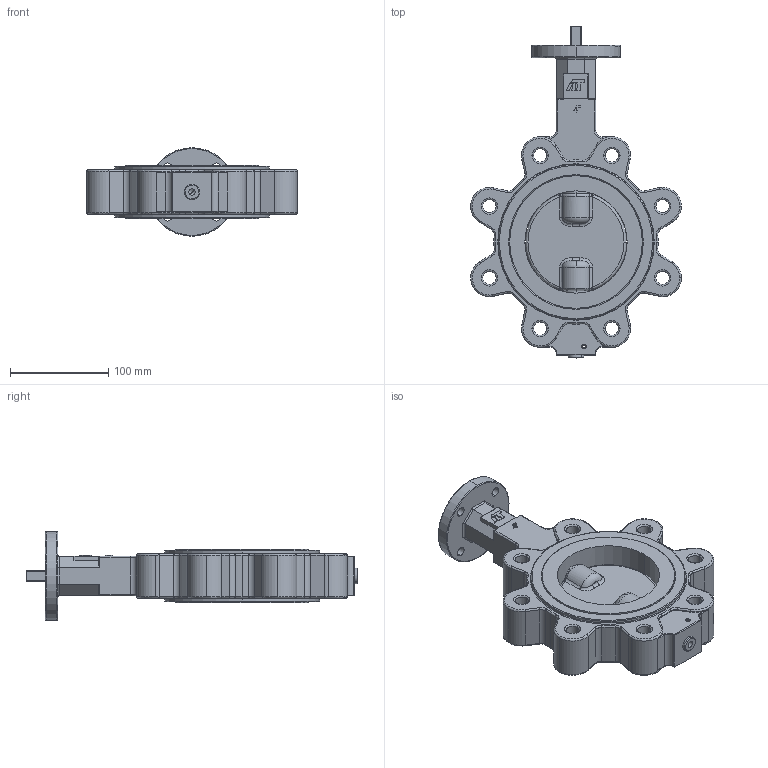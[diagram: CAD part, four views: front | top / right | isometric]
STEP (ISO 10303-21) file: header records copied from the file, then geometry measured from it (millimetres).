
FILE_DESCRIPTION (( 'STEP AP214' ), '1' );
FILE_NAME ('OS-L1-0400-XXX.step', '2019-08-12T18:28:20', ( '' ), ( '' ), 'SwSTEP 2.0', 'SolidWorks 2019', '' );
FILE_SCHEMA (( 'AUTOMOTIVE_DESIGN' ));
Length unit declared in the file: inch
Products named in the file (24): 25175; 25180; 25177; 25176; basic internal retaining ring_ai; 25179; spring pin slotted_ai; 25121; 25178; basic internal retaining ring_ai_B27.1 - NA2-106; 25110; spring pin slotted_ai_SPS 0.1875x1.5; 25163; OS-L1-0400-XXX
Assembly tree (12 placements, depth 2):
  25180
  basic internal retaining ring_ai
  25179
  25177
  spring pin slotted_ai
Bounding box: 214.1 x 337.43 x 89.92 mm (x, y, z)
Volume: 1408275.4 mm3; surface area: 248023.3 mm2
Topology: 12 solids, 12 shells, 671 faces, 1603 edges, 972 vertices
Faces by surface type: cylinder 252, torus 182, plane 170, cone 37, bspline 28, sphere 2
Entity records: 22559 total; most frequent: CARTESIAN_POINT 6029, DIRECTION 3533, ORIENTED_EDGE 3150, EDGE_CURVE 1575, AXIS2_PLACEMENT_3D 1468, VERTEX_POINT 956, CIRCLE 819, EDGE_LOOP 731
